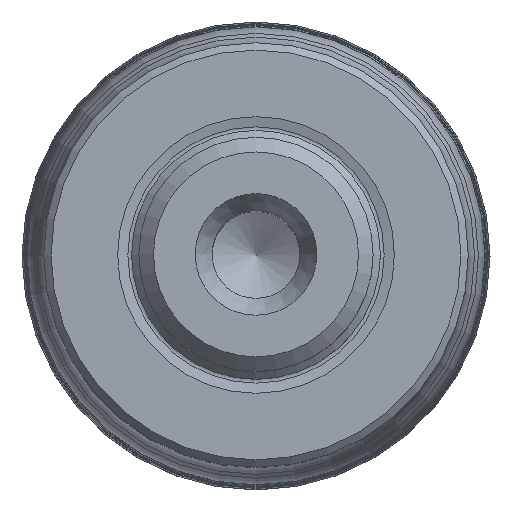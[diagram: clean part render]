
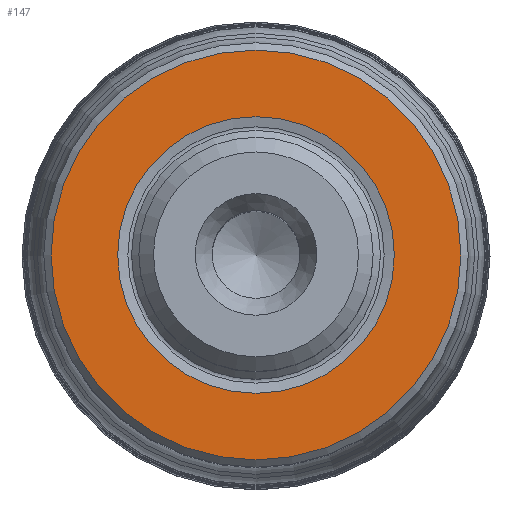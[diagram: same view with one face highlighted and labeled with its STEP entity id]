
A CAD part, top view. The second image highlights one B-rep face of the part: STEP entity #147.
In plain terms, the highlighted planar face has unit normal (0, 0, 1).
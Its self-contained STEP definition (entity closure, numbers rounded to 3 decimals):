
#42=PLANE('',#1166);
#147=ADVANCED_FACE('',(#465,#466),#42,.F.);
#465=FACE_BOUND('',#632,.T.);
#466=FACE_BOUND('',#633,.T.);
#632=EDGE_LOOP('',(#798));
#633=EDGE_LOOP('',(#799));
#798=ORIENTED_EDGE('',*,*,#989,.T.);
#799=ORIENTED_EDGE('',*,*,#990,.T.);
#905=VERTEX_POINT('',#2091);
#906=VERTEX_POINT('',#2093);
#989=EDGE_CURVE('',#905,#905,#1072,.T.);
#990=EDGE_CURVE('',#906,#906,#1073,.T.);
#1072=CIRCLE('',#1164,14.);
#1073=CIRCLE('',#1165,9.449);
#1164=AXIS2_PLACEMENT_3D('',#2090,#1411,#1412);
#1165=AXIS2_PLACEMENT_3D('',#2092,#1413,#1414);
#1166=AXIS2_PLACEMENT_3D('',#2094,#1415,#1416);
#1411=DIRECTION('',(0.,0.,1.));
#1412=DIRECTION('',(-1.,0.,0.));
#1413=DIRECTION('',(0.,0.,-1.));
#1414=DIRECTION('',(-1.,0.,0.));
#1415=DIRECTION('',(0.,0.,-1.));
#1416=DIRECTION('',(-1.,0.,0.));
#2090=CARTESIAN_POINT('',(0.,0.,0.));
#2091=CARTESIAN_POINT('',(-14.,0.,0.));
#2092=CARTESIAN_POINT('',(0.,0.,0.));
#2093=CARTESIAN_POINT('',(-9.449,0.,0.));
#2094=CARTESIAN_POINT('',(0.,0.,0.));
